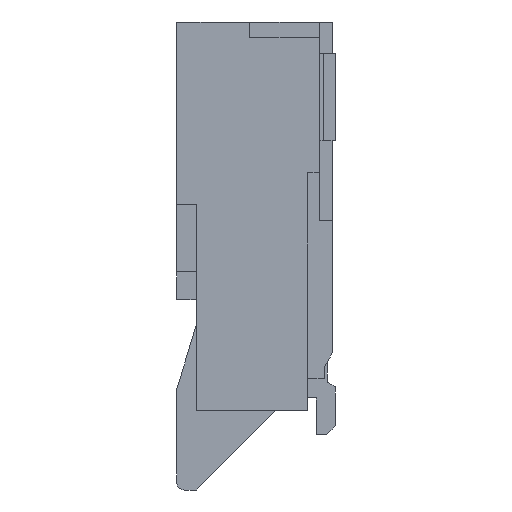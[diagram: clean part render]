
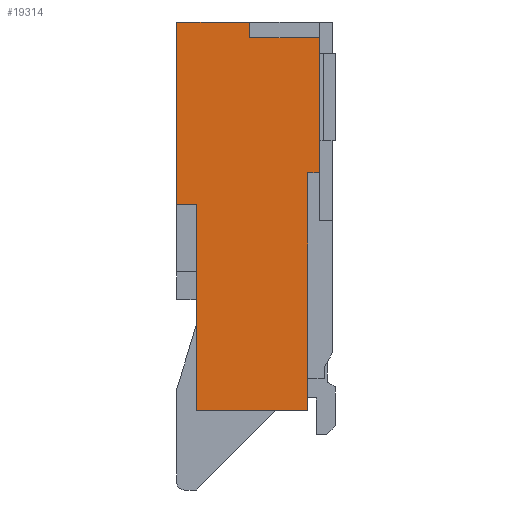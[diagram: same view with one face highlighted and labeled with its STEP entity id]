
A CAD part, left-side view. The second image highlights one B-rep face of the part: STEP entity #19314.
In plain terms, the highlighted planar face has unit normal (-1, 0, 0).
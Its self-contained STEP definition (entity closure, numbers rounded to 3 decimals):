
#1577=VERTEX_POINT('NONE',#1578);
#1578=CARTESIAN_POINT('',(-11.75,2.0,0.0));
#1584=EDGE_CURVE('NONE',#1577,#1585,#1587,.F.);
#1585=VERTEX_POINT('NONE',#1586);
#1586=CARTESIAN_POINT('',(-11.75,1.08,0.0));
#1587=LINE('',#1588,#1589);
#1588=CARTESIAN_POINT('',(-11.75,2.0,0.0));
#1589=VECTOR('',#1590,1.0);
#1590=DIRECTION('',(0.0,1.0,0.0));
#3237=VERTEX_POINT('NONE',#3238);
#3238=CARTESIAN_POINT('',(-11.75,2.0,-2.3));
#3262=VERTEX_POINT('NONE',#3263);
#3263=CARTESIAN_POINT('',(-11.75,1.75,-2.3));
#3269=EDGE_CURVE('NONE',#3262,#3237,#3270,.F.);
#3270=LINE('',#3271,#3272);
#3271=CARTESIAN_POINT('',(-11.75,2.0,-2.3));
#3272=VECTOR('',#3273,1.0);
#3273=DIRECTION('',(0.0,-1.0,0.0));
#3283=EDGE_CURVE('NONE',#3284,#3286,#3288,.F.);
#3284=VERTEX_POINT('NONE',#3285);
#3285=CARTESIAN_POINT('',(-11.75,0.2,-1.9));
#3286=VERTEX_POINT('NONE',#3287);
#3287=CARTESIAN_POINT('',(-11.75,0.35,-1.9));
#3288=LINE('',#3289,#3290);
#3289=CARTESIAN_POINT('',(-11.75,2.0,-1.9));
#3290=VECTOR('',#3291,1.0);
#3291=DIRECTION('',(0.0,-1.0,0.0));
#3376=VERTEX_POINT('NONE',#3377);
#3377=CARTESIAN_POINT('',(-11.75,0.2,-0.2));
#3383=EDGE_CURVE('NONE',#3376,#3284,#3384,.F.);
#3384=LINE('',#3385,#3386);
#3385=CARTESIAN_POINT('',(-11.75,0.2,-4.9));
#3386=VECTOR('',#3387,1.0);
#3387=DIRECTION('',(0.0,0.0,1.0));
#3518=EDGE_CURVE('NONE',#1585,#3519,#3521,.F.);
#3519=VERTEX_POINT('NONE',#3520);
#3520=CARTESIAN_POINT('',(-11.75,1.08,-0.2));
#3521=LINE('',#3522,#3523);
#3522=CARTESIAN_POINT('',(-11.75,1.08,-4.9));
#3523=VECTOR('',#3524,1.0);
#3524=DIRECTION('',(0.0,0.0,1.0));
#12913=EDGE_CURVE('NONE',#3519,#3376,#12914,.F.);
#12914=LINE('',#12915,#12916);
#12915=CARTESIAN_POINT('',(-11.75,2.0,-0.2));
#12916=VECTOR('',#12917,1.0);
#12917=DIRECTION('',(0.0,1.0,0.0));
#17950=EDGE_CURVE('NONE',#3237,#1577,#17951,.T.);
#17951=LINE('',#17952,#17953);
#17952=CARTESIAN_POINT('',(-11.75,2.0,-4.9));
#17953=VECTOR('',#17954,1.0);
#17954=DIRECTION('',(0.0,0.0,1.0));
#19314=ADVANCED_FACE('NONE',(#19315),#19346,.T.);
#19315=FACE_BOUND('NONE',#19316,.T.);
#19316=EDGE_LOOP('',(#19317,#19318,#19319,#19320,#19321,#19322,#19323,#19331,#19339,#19345));
#19317=ORIENTED_EDGE('',*,*,#3383,.F.);
#19318=ORIENTED_EDGE('',*,*,#12913,.F.);
#19319=ORIENTED_EDGE('',*,*,#3518,.F.);
#19320=ORIENTED_EDGE('',*,*,#1584,.F.);
#19321=ORIENTED_EDGE('',*,*,#17950,.F.);
#19322=ORIENTED_EDGE('',*,*,#3269,.F.);
#19323=ORIENTED_EDGE('',*,*,#19324,.T.);
#19324=EDGE_CURVE('NONE',#3262,#19325,#19327,.T.);
#19325=VERTEX_POINT('NONE',#19326);
#19326=CARTESIAN_POINT('',(-11.75,1.75,-4.9));
#19327=LINE('',#19328,#19329);
#19328=CARTESIAN_POINT('',(-11.75,1.75,-4.9));
#19329=VECTOR('',#19330,1.0);
#19330=DIRECTION('',(0.0,0.0,-1.0));
#19331=ORIENTED_EDGE('',*,*,#19332,.T.);
#19332=EDGE_CURVE('NONE',#19325,#19333,#19335,.T.);
#19333=VERTEX_POINT('NONE',#19334);
#19334=CARTESIAN_POINT('',(-11.75,0.35,-4.9));
#19335=LINE('',#19336,#19337);
#19336=CARTESIAN_POINT('',(-11.75,2.0,-4.9));
#19337=VECTOR('',#19338,1.0);
#19338=DIRECTION('',(0.0,-1.0,0.0));
#19339=ORIENTED_EDGE('',*,*,#19340,.T.);
#19340=EDGE_CURVE('NONE',#19333,#3286,#19341,.T.);
#19341=LINE('',#19342,#19343);
#19342=CARTESIAN_POINT('',(-11.75,0.35,-4.9));
#19343=VECTOR('',#19344,1.0);
#19344=DIRECTION('',(0.0,0.0,1.0));
#19345=ORIENTED_EDGE('',*,*,#3283,.F.);
#19346=PLANE('',#19347);
#19347=AXIS2_PLACEMENT_3D('',#19348,#19349,#19350);
#19348=CARTESIAN_POINT('',(-11.75,2.0,-4.9));
#19349=DIRECTION('',(-1.0,0.0,0.0));
#19350=DIRECTION('',(0.0,0.0,1.0));
